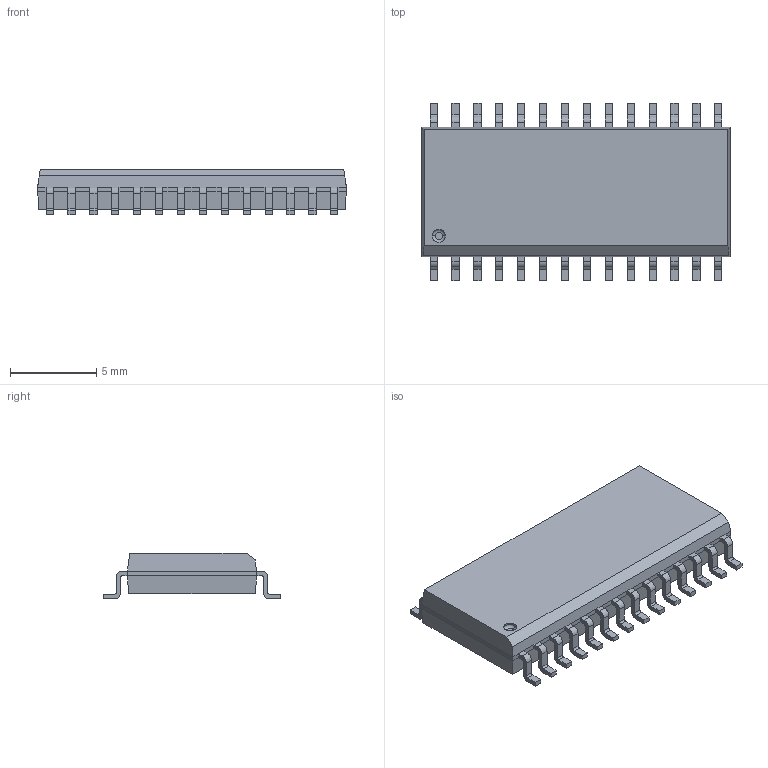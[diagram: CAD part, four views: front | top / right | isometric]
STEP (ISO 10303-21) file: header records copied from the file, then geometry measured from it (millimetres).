
FILE_DESCRIPTION (( 'STEP AP214' ), '1' );
FILE_NAME ('C3EA789E-FAFC-479D-8222-9582C2ACD0A2.STEP', '2008-06-19T10:04:16', ( 'sysAdmin' ), ( 'SolidWorks' ), 'SwSTEP 2.0', 'SolidWorks 2008', '' );
FILE_SCHEMA (( 'AUTOMOTIVE_DESIGN' ));
Length unit declared in the file: millimetre
Products named in the file (1): C3EA789E-FAFC-479D-8222-9582C2ACD0A2
Bounding box: 17.9 x 10.3 x 2.65 mm (x, y, z)
Volume: 316.1 mm3; surface area: 471.7 mm2
Topology: 1 solids, 1 shells, 412 faces, 1105 edges, 696 vertices
Faces by surface type: plane 296, cylinder 114, torus 2
Entity records: 13216 total; most frequent: CARTESIAN_POINT 2214, ORIENTED_EDGE 2210, DIRECTION 2163, EDGE_CURVE 1105, VECTOR 873, LINE 873, VERTEX_POINT 696, AXIS2_PLACEMENT_3D 645
